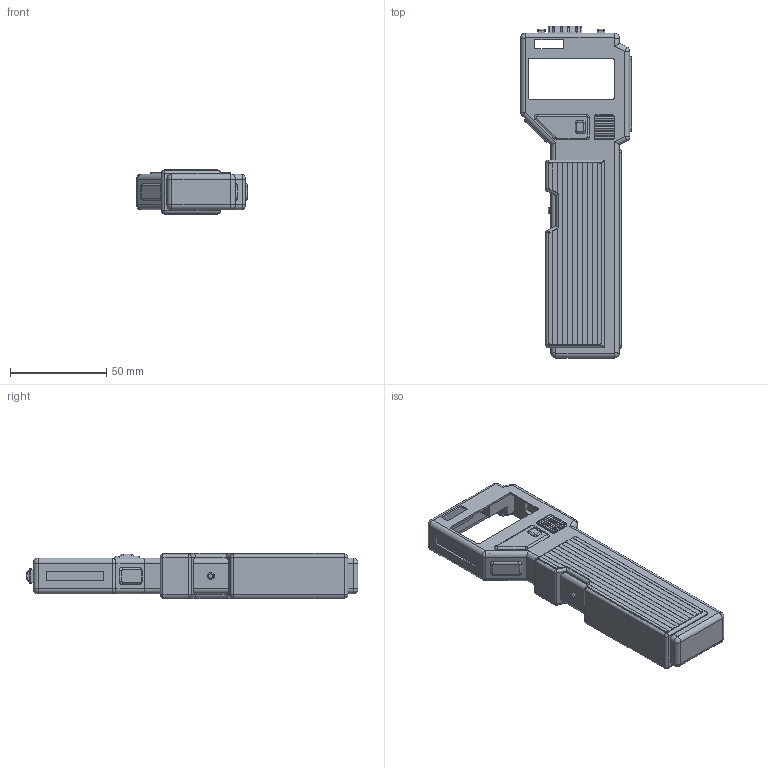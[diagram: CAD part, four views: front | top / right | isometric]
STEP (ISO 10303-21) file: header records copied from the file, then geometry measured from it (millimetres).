
FILE_DESCRIPTION(/* description */ ('STEP AP242','CAx-IF Rec.Pracs.---Representation and Presentation of Product Manufacturing Information (PMI)---4.0---2014-10-13','CAx-IF Rec.Pracs.---3D Tessellated Geometry---0.4---2014-09-14','2;1','CAx-IF Rec.Pracs.---User Defined Attributes---1.5---2016-08-15'),/* implementation_level */ '2;1');
FILE_NAME(/* name */ '69148210d2197e70d86163c8',/* time_stamp */ '2025-11-12T12:48:17Z',/* author */ (''),/* organization */ (''),/* preprocessor_version */ 'ST-DEVELOPER v20',/* originating_system */ 'ONSHAPE BY PTC INC, 1.206',/* authorisation */ ' ');
FILE_SCHEMA (('AP242_MANAGED_MODEL_BASED_3D_ENGINEERING_MIM_LF { 1 0 10303 442 1 1 4 }'));
Length unit declared in the file: metre
Products named in the file (16): Button 1 - Red; Button 2 - Copper; Fromt Panel 1 Button; Front Panel 2 - Copper; Button PCB; Emitter - Clear; Side Panel 1 - Black; Button- Black; Front Panel 1 - Black; Side Panel 3 - Black; Grip - Black; Side Panel 4 - Black; Grip Panel Back - Copper; Grip Panel Front - Copper; Front Button Back; Case - Gray
Bounding box: 57.71 x 172.56 x 23.7 mm (x, y, z)
Volume: 73106.7 mm3; surface area: 65168.4 mm2
Topology: 16 solids, 16 shells, 873 faces, 2317 edges, 1498 vertices
Faces by surface type: plane 599, cylinder 212, torus 36, sphere 16, cone 10
Full cylindrical faces by diameter (mm): 1 x4, 1.1 x4, 2.2 x3, 3.3 x1, 3.5 x2, 5.25 x2
Entity records: 27567 total; most frequent: CARTESIAN_POINT 4803, ORIENTED_EDGE 4556, DIRECTION 4481, EDGE_CURVE 2278, LINE 1761, VECTOR 1761, VERTEX_POINT 1488, AXIS2_PLACEMENT_3D 1360
